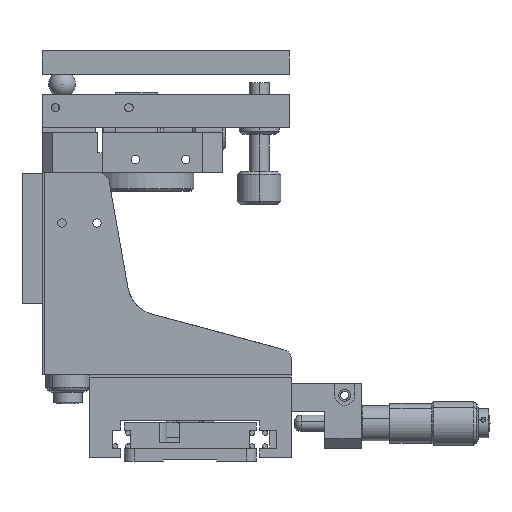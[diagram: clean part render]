
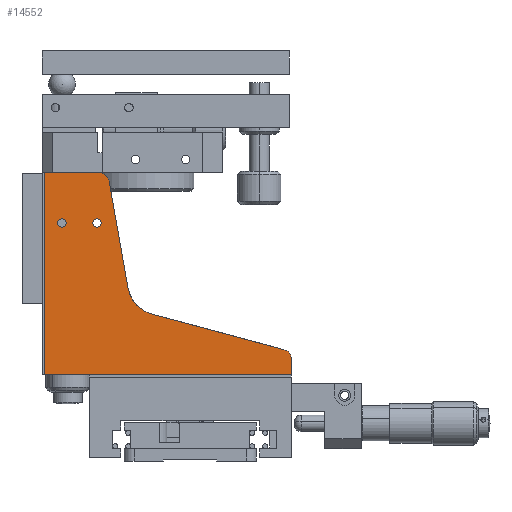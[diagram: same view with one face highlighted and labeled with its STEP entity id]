
A CAD part, left-side view. The second image highlights one B-rep face of the part: STEP entity #14552.
In plain terms, the highlighted planar face has unit normal (-1, 0, 0).
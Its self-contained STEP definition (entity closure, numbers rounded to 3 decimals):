
#72 = DIRECTION ( 'NONE',  ( 0., 0., 1. ) ) ;
#719 = CARTESIAN_POINT ( 'NONE',  ( -30.25, 38.4, 71.3 ) ) ;
#754 = DIRECTION ( 'NONE',  ( 0., -1., 0. ) ) ;
#866 = AXIS2_PLACEMENT_3D ( 'NONE', #2906, #19124, #19034 ) ;
#1190 = EDGE_LOOP ( 'NONE', ( #10336, #25752 ) ) ;
#1218 = ORIENTED_EDGE ( 'NONE', *, *, #17538, .T. ) ;
#1220 = LINE ( 'NONE', #26568, #19879 ) ;
#1272 = DIRECTION ( 'NONE',  ( 0., 1., 0. ) ) ;
#1647 = ORIENTED_EDGE ( 'NONE', *, *, #2914, .T. ) ;
#1990 = ORIENTED_EDGE ( 'NONE', *, *, #22452, .T. ) ;
#2067 = DIRECTION ( 'NONE',  ( 1., 0., 0. ) ) ;
#2114 = LINE ( 'NONE', #15750, #13719 ) ;
#2323 = FACE_OUTER_BOUND ( 'NONE', #13545, .T. ) ;
#2446 = DIRECTION ( 'NONE',  ( -1., 0., 0. ) ) ;
#2786 = EDGE_CURVE ( 'NONE', #25120, #20961, #11790, .T. ) ;
#2906 = CARTESIAN_POINT ( 'NONE',  ( -30.25, 27.9, 71.3 ) ) ;
#2908 = CARTESIAN_POINT ( 'NONE',  ( -30.25, 27.9, 71.3 ) ) ;
#2914 = EDGE_CURVE ( 'NONE', #8189, #20053, #24695, .T. ) ;
#2967 = PLANE ( 'NONE',  #24820 ) ;
#3133 = EDGE_CURVE ( 'NONE', #25097, #16406, #2114, .T. ) ;
#3965 = EDGE_CURVE ( 'NONE', #20053, #15159, #20092, .T. ) ;
#4665 = CARTESIAN_POINT ( 'NONE',  ( -30.25, 11.373, 43.966 ) ) ;
#4803 = AXIS2_PLACEMENT_3D ( 'NONE', #2908, #13005, #8848 ) ;
#4940 = CARTESIAN_POINT ( 'NONE',  ( -30.25, 43.7, 86.3 ) ) ;
#4972 = CARTESIAN_POINT ( 'NONE',  ( -30.25, -30.3, 25.8 ) ) ;
#5375 = VERTEX_POINT ( 'NONE', #4665 ) ;
#6061 = CIRCLE ( 'NONE', #4803, 1.25 ) ;
#6941 = CIRCLE ( 'NONE', #24701, 3. ) ;
#7506 = CARTESIAN_POINT ( 'NONE',  ( -30.25, 43.7, 25.8 ) ) ;
#7722 = LINE ( 'NONE', #4940, #26116 ) ;
#7813 = FACE_BOUND ( 'NONE', #22185, .T. ) ;
#8189 = VERTEX_POINT ( 'NONE', #12774 ) ;
#8648 = ORIENTED_EDGE ( 'NONE', *, *, #17850, .T. ) ;
#8848 = DIRECTION ( 'NONE',  ( 0., -1., 0. ) ) ;
#8975 = EDGE_CURVE ( 'NONE', #13194, #24381, #12903, .T. ) ;
#9256 = DIRECTION ( 'NONE',  ( 1., 0., 0. ) ) ;
#9263 = VERTEX_POINT ( 'NONE', #20083 ) ;
#9522 = AXIS2_PLACEMENT_3D ( 'NONE', #20327, #2067, #16465 ) ;
#9584 = EDGE_CURVE ( 'NONE', #24381, #13194, #19642, .T. ) ;
#9869 = AXIS2_PLACEMENT_3D ( 'NONE', #12988, #2446, #754 ) ;
#9933 = CARTESIAN_POINT ( 'NONE',  ( -30.25, 39.65, 71.3 ) ) ;
#10186 = VECTOR ( 'NONE', #15680, 1000. ) ;
#10304 = EDGE_CURVE ( 'NONE', #18916, #5375, #12820, .T. ) ;
#10335 = ORIENTED_EDGE ( 'NONE', *, *, #3965, .T. ) ;
#10336 = ORIENTED_EDGE ( 'NONE', *, *, #2786, .F. ) ;
#10566 = ORIENTED_EDGE ( 'NONE', *, *, #8975, .F. ) ;
#10591 = CARTESIAN_POINT ( 'NONE',  ( -30.25, 24.263, 83.821 ) ) ;
#11048 = DIRECTION ( 'NONE',  ( 0., -1., 0. ) ) ;
#11462 = CIRCLE ( 'NONE', #16412, 3. ) ;
#11551 = EDGE_CURVE ( 'NONE', #15159, #9263, #1220, .T. ) ;
#11719 = VECTOR ( 'NONE', #25267, 1000. ) ;
#11790 = CIRCLE ( 'NONE', #866, 1.25 ) ;
#11870 = DIRECTION ( 'NONE',  ( 0., 0.174, 0.985 ) ) ;
#12449 = CIRCLE ( 'NONE', #9522, 10. ) ;
#12774 = CARTESIAN_POINT ( 'NONE',  ( -30.25, 43.7, 86.3 ) ) ;
#12820 = LINE ( 'NONE', #18568, #23785 ) ;
#12843 = DIRECTION ( 'NONE',  ( 0., 1., 0. ) ) ;
#12903 = CIRCLE ( 'NONE', #9869, 1.25 ) ;
#12988 = CARTESIAN_POINT ( 'NONE',  ( -30.25, 38.4, 71.3 ) ) ;
#13005 = DIRECTION ( 'NONE',  ( -1., 0., 0. ) ) ;
#13194 = VERTEX_POINT ( 'NONE', #9933 ) ;
#13545 = EDGE_LOOP ( 'NONE', ( #18663, #13568, #16770, #1218, #14098, #8648, #1990, #1647, #10335 ) ) ;
#13568 = ORIENTED_EDGE ( 'NONE', *, *, #17648, .T. ) ;
#13719 = VECTOR ( 'NONE', #11870, 1000. ) ;
#14098 = ORIENTED_EDGE ( 'NONE', *, *, #3133, .T. ) ;
#14233 = FACE_BOUND ( 'NONE', #1190, .T. ) ;
#14552 = ADVANCED_FACE ( 'NONE', ( #7813, #2323, #14233 ), #2967, .F. ) ;
#15159 = VERTEX_POINT ( 'NONE', #18179 ) ;
#15680 = DIRECTION ( 'NONE',  ( 0., 0., -1. ) ) ;
#15750 = CARTESIAN_POINT ( 'NONE',  ( -30.25, 24.7, 86.3 ) ) ;
#16024 = CARTESIAN_POINT ( 'NONE',  ( -30.25, 43.7, 25.8 ) ) ;
#16406 = VERTEX_POINT ( 'NONE', #10591 ) ;
#16412 = AXIS2_PLACEMENT_3D ( 'NONE', #21665, #17542, #19856 ) ;
#16465 = DIRECTION ( 'NONE',  ( 0., 1., 0. ) ) ;
#16770 = ORIENTED_EDGE ( 'NONE', *, *, #10304, .T. ) ;
#17538 = EDGE_CURVE ( 'NONE', #5375, #25097, #12449, .T. ) ;
#17542 = DIRECTION ( 'NONE',  ( -1., 0., 0. ) ) ;
#17648 = EDGE_CURVE ( 'NONE', #9263, #18916, #6941, .T. ) ;
#17850 = EDGE_CURVE ( 'NONE', #16406, #21456, #11462, .T. ) ;
#18179 = CARTESIAN_POINT ( 'NONE',  ( -30.25, -30.3, 25.8 ) ) ;
#18568 = CARTESIAN_POINT ( 'NONE',  ( -30.25, 17.526, 45.615 ) ) ;
#18663 = ORIENTED_EDGE ( 'NONE', *, *, #11551, .T. ) ;
#18916 = VERTEX_POINT ( 'NONE', #23680 ) ;
#18971 = CARTESIAN_POINT ( 'NONE',  ( -30.25, -27.3, 30.498 ) ) ;
#18977 = CARTESIAN_POINT ( 'NONE',  ( -30.25, 37.15, 71.3 ) ) ;
#19034 = DIRECTION ( 'NONE',  ( 0., -1., 0. ) ) ;
#19124 = DIRECTION ( 'NONE',  ( -1., 0., 0. ) ) ;
#19196 = CARTESIAN_POINT ( 'NONE',  ( -30.25, 27.217, 86.3 ) ) ;
#19445 = CARTESIAN_POINT ( 'NONE',  ( -30.25, 43.7, 25.8 ) ) ;
#19642 = CIRCLE ( 'NONE', #24023, 1.25 ) ;
#19728 = CARTESIAN_POINT ( 'NONE',  ( -30.25, 18.632, 51.889 ) ) ;
#19856 = DIRECTION ( 'NONE',  ( 0., 1., 0. ) ) ;
#19879 = VECTOR ( 'NONE', #72, 1000. ) ;
#20053 = VERTEX_POINT ( 'NONE', #16024 ) ;
#20083 = CARTESIAN_POINT ( 'NONE',  ( -30.25, -30.3, 30.498 ) ) ;
#20092 = LINE ( 'NONE', #4972, #11719 ) ;
#20327 = CARTESIAN_POINT ( 'NONE',  ( -30.25, 8.784, 53.625 ) ) ;
#20961 = VERTEX_POINT ( 'NONE', #21292 ) ;
#21292 = CARTESIAN_POINT ( 'NONE',  ( -30.25, 29.15, 71.3 ) ) ;
#21456 = VERTEX_POINT ( 'NONE', #19196 ) ;
#21665 = CARTESIAN_POINT ( 'NONE',  ( -30.25, 27.217, 83.3 ) ) ;
#22185 = EDGE_LOOP ( 'NONE', ( #24233, #10566 ) ) ;
#22452 = EDGE_CURVE ( 'NONE', #21456, #8189, #7722, .T. ) ;
#23222 = DIRECTION ( 'NONE',  ( -1., 0., 0. ) ) ;
#23400 = EDGE_CURVE ( 'NONE', #20961, #25120, #6061, .T. ) ;
#23502 = DIRECTION ( 'NONE',  ( 0., 1., 0. ) ) ;
#23680 = CARTESIAN_POINT ( 'NONE',  ( -30.25, -28.076, 33.396 ) ) ;
#23785 = VECTOR ( 'NONE', #24507, 1000. ) ;
#24023 = AXIS2_PLACEMENT_3D ( 'NONE', #719, #23222, #11048 ) ;
#24233 = ORIENTED_EDGE ( 'NONE', *, *, #9584, .F. ) ;
#24381 = VERTEX_POINT ( 'NONE', #18977 ) ;
#24507 = DIRECTION ( 'NONE',  ( 0., 0.966, 0.259 ) ) ;
#24695 = LINE ( 'NONE', #7506, #10186 ) ;
#24701 = AXIS2_PLACEMENT_3D ( 'NONE', #18971, #25202, #12843 ) ;
#24820 = AXIS2_PLACEMENT_3D ( 'NONE', #19445, #9256, #1272 ) ;
#25097 = VERTEX_POINT ( 'NONE', #19728 ) ;
#25120 = VERTEX_POINT ( 'NONE', #25694 ) ;
#25202 = DIRECTION ( 'NONE',  ( -1., 0., 0. ) ) ;
#25267 = DIRECTION ( 'NONE',  ( 0., -1., 0. ) ) ;
#25694 = CARTESIAN_POINT ( 'NONE',  ( -30.25, 26.65, 71.3 ) ) ;
#25752 = ORIENTED_EDGE ( 'NONE', *, *, #23400, .F. ) ;
#26116 = VECTOR ( 'NONE', #23502, 1000. ) ;
#26568 = CARTESIAN_POINT ( 'NONE',  ( -30.25, -30.3, 32.8 ) ) ;
